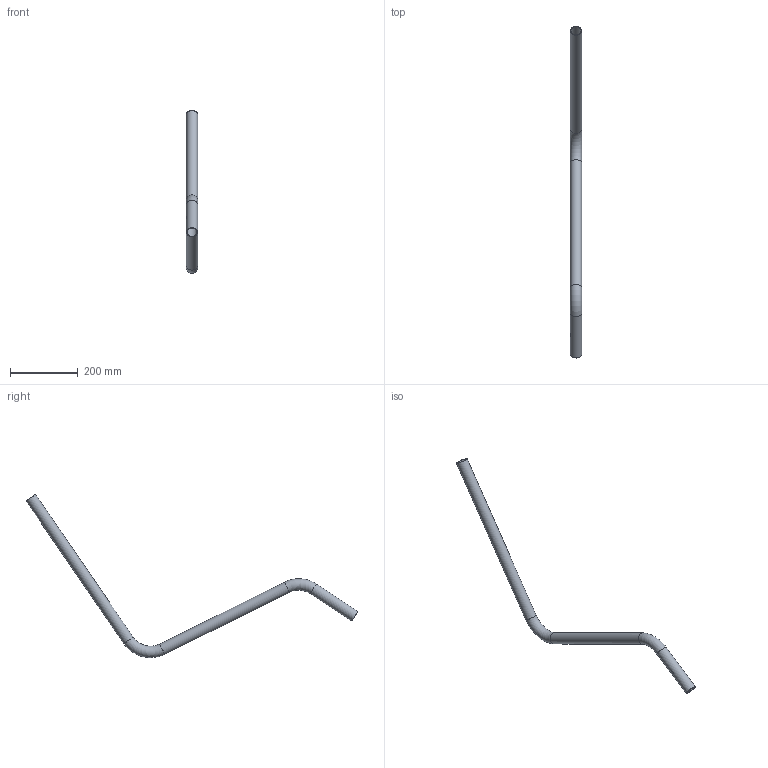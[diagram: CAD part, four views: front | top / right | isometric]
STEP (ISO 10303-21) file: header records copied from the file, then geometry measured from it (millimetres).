
FILE_DESCRIPTION (( 'STEP AP203' ), '1' );
FILE_NAME ('50265-240-33.STEP', '2022-06-08T09:05:38', ( '' ), ( '' ), 'SwSTEP 2.0', 'SolidWorks 2018', '' );
FILE_SCHEMA (( 'CONFIG_CONTROL_DESIGN' ));
Length unit declared in the file: millimetre
Products named in the file (1): 50265-240-33
Bounding box: 33.7 x 978.35 x 481.04 mm (x, y, z)
Volume: 251090.6 mm3; surface area: 251504 mm2
Topology: 1 solids, 1 shells, 323 faces, 871 edges, 578 vertices
Faces by surface type: bspline 175, plane 110, cylinder 34, torus 4
Full cylindrical faces by diameter (mm): 29.7 x3, 33.7 x3
Entity records: 16644 total; most frequent: CARTESIAN_POINT 10238, ORIENTED_EDGE 1722, EDGE_CURVE 861, DIRECTION 605, VERTEX_POINT 578, B_SPLINE_CURVE_WITH_KNOTS 448, EDGE_LOOP 363, FACE_OUTER_BOUND 333
